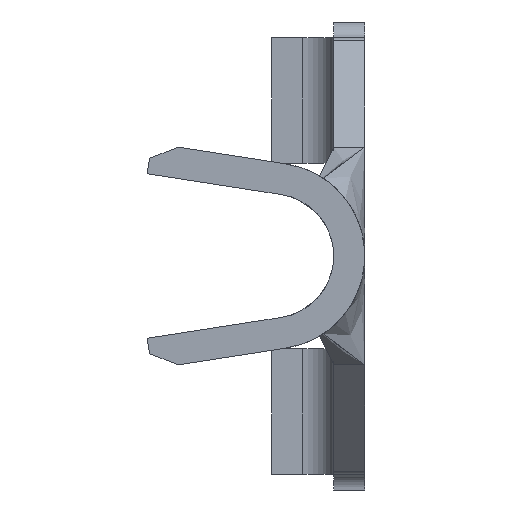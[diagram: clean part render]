
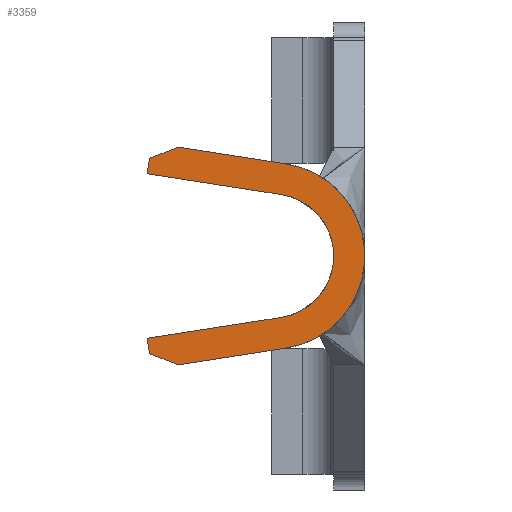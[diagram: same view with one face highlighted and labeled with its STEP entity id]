
A CAD part, left-side view. The second image highlights one B-rep face of the part: STEP entity #3359.
In plain terms, the highlighted planar face has unit normal (-1, 0, 0).
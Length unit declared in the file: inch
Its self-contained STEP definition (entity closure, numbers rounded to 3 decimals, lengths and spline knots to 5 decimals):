
#12 = VERTEX_POINT ( 'NONE', #2638 ) ;
#34 = VECTOR ( 'NONE', #3605, 39.37008 ) ;
#46 = ORIENTED_EDGE ( 'NONE', *, *, #2581, .F. ) ;
#77 = VERTEX_POINT ( 'NONE', #1153 ) ;
#126 = FACE_OUTER_BOUND ( 'NONE', #2692, .T. ) ;
#127 = ORIENTED_EDGE ( 'NONE', *, *, #3176, .F. ) ;
#130 = EDGE_CURVE ( 'NONE', #2646, #1939, #2418, .T. ) ;
#200 = VECTOR ( 'NONE', #892, 39.37008 ) ;
#230 = ORIENTED_EDGE ( 'NONE', *, *, #3057, .F. ) ;
#236 = DIRECTION ( 'NONE',  ( 0., -0.153, 0.988 ) ) ;
#287 = VECTOR ( 'NONE', #3986, 39.37008 ) ;
#319 = CARTESIAN_POINT ( 'NONE',  ( -0.327, 0.0508, 0.05929 ) ) ;
#365 = CARTESIAN_POINT ( 'NONE',  ( -0.327, 0.0508, -0.05929 ) ) ;
#394 = VERTEX_POINT ( 'NONE', #1026 ) ;
#528 = CARTESIAN_POINT ( 'NONE',  ( -0.327, 0.05387, 0.03953 ) ) ;
#534 = DIRECTION ( 'NONE',  ( 0., -0.988, 0.153 ) ) ;
#645 = VERTEX_POINT ( 'NONE', #3041 ) ;
#649 = CARTESIAN_POINT ( 'NONE',  ( -0.327, 0.11982, 0.07 ) ) ;
#755 = DIRECTION ( 'NONE',  ( -1., 0., 0. ) ) ;
#855 = LINE ( 'NONE', #2082, #3013 ) ;
#871 = DIRECTION ( 'NONE',  ( 0., 0., -1. ) ) ;
#892 = DIRECTION ( 'NONE',  ( 0., -0.932, 0.361 ) ) ;
#948 = EDGE_CURVE ( 'NONE', #645, #77, #2740, .T. ) ;
#1000 = AXIS2_PLACEMENT_3D ( 'NONE', #3516, #755, #1984 ) ;
#1026 = CARTESIAN_POINT ( 'NONE',  ( -0.327, 0.14, -0.05289 ) ) ;
#1036 = EDGE_CURVE ( 'NONE', #77, #3354, #3296, .T. ) ;
#1065 = DIRECTION ( 'NONE',  ( 0., 0., -1. ) ) ;
#1152 = LINE ( 'NONE', #2379, #34 ) ;
#1153 = CARTESIAN_POINT ( 'NONE',  ( -0.327, 0.05387, 0.03953 ) ) ;
#1236 = VERTEX_POINT ( 'NONE', #365 ) ;
#1362 = PLANE ( 'NONE',  #3589 ) ;
#1375 = EDGE_CURVE ( 'NONE', #3354, #2646, #1725, .T. ) ;
#1404 = VERTEX_POINT ( 'NONE', #3328 ) ;
#1481 = EDGE_CURVE ( 'NONE', #12, #394, #1541, .T. ) ;
#1541 = LINE ( 'NONE', #2765, #287 ) ;
#1561 = DIRECTION ( 'NONE',  ( 0., -0.988, -0.153 ) ) ;
#1590 = CIRCLE ( 'NONE', #3827, 0.06 ) ;
#1725 = LINE ( 'NONE', #2952, #3446 ) ;
#1766 = DIRECTION ( 'NONE',  ( 0., 0.988, 0.153 ) ) ;
#1913 = VECTOR ( 'NONE', #534, 39.37008 ) ;
#1939 = VERTEX_POINT ( 'NONE', #649 ) ;
#1984 = DIRECTION ( 'NONE',  ( 0., 0., -1. ) ) ;
#2073 = LINE ( 'NONE', #3301, #1913 ) ;
#2074 = ORIENTED_EDGE ( 'NONE', *, *, #1481, .F. ) ;
#2082 = CARTESIAN_POINT ( 'NONE',  ( -0.327, 0.13847, -0.06277 ) ) ;
#2127 = CARTESIAN_POINT ( 'NONE',  ( -0.327, 0.0508, 0.05929 ) ) ;
#2191 = EDGE_CURVE ( 'NONE', #3108, #1236, #1590, .T. ) ;
#2277 = ORIENTED_EDGE ( 'NONE', *, *, #2191, .F. ) ;
#2297 = ORIENTED_EDGE ( 'NONE', *, *, #130, .F. ) ;
#2316 = ORIENTED_EDGE ( 'NONE', *, *, #1375, .F. ) ;
#2379 = CARTESIAN_POINT ( 'NONE',  ( -0.327, 0.0508, -0.05929 ) ) ;
#2402 = CARTESIAN_POINT ( 'NONE',  ( -0.327, 0.06, 0. ) ) ;
#2418 = LINE ( 'NONE', #3645, #200 ) ;
#2581 = EDGE_CURVE ( 'NONE', #1236, #1404, #1152, .T. ) ;
#2590 = CARTESIAN_POINT ( 'NONE',  ( -0.327, 0.06, 0. ) ) ;
#2638 = CARTESIAN_POINT ( 'NONE',  ( -0.327, 0.13847, -0.06277 ) ) ;
#2646 = VERTEX_POINT ( 'NONE', #3584 ) ;
#2676 = ORIENTED_EDGE ( 'NONE', *, *, #2680, .F. ) ;
#2680 = EDGE_CURVE ( 'NONE', #394, #645, #2073, .T. ) ;
#2692 = EDGE_LOOP ( 'NONE', ( #2277, #127, #2297, #2316, #3858, #3282, #2676, #2074, #230, #46 ) ) ;
#2740 = CIRCLE ( 'NONE', #1000, 0.04 ) ;
#2765 = CARTESIAN_POINT ( 'NONE',  ( -0.327, 0.14, -0.05289 ) ) ;
#2899 = CARTESIAN_POINT ( 'NONE',  ( -0.327, 0.14, 0.05289 ) ) ;
#2952 = CARTESIAN_POINT ( 'NONE',  ( -0.327, 0.14, 0.05289 ) ) ;
#3013 = VECTOR ( 'NONE', #3311, 39.37008 ) ;
#3041 = CARTESIAN_POINT ( 'NONE',  ( -0.327, 0.05387, -0.03953 ) ) ;
#3057 = EDGE_CURVE ( 'NONE', #1404, #12, #855, .T. ) ;
#3063 = VECTOR ( 'NONE', #1766, 39.37008 ) ;
#3093 = LINE ( 'NONE', #319, #3653 ) ;
#3108 = VERTEX_POINT ( 'NONE', #2127 ) ;
#3176 = EDGE_CURVE ( 'NONE', #1939, #3108, #3093, .T. ) ;
#3282 = ORIENTED_EDGE ( 'NONE', *, *, #948, .F. ) ;
#3296 = LINE ( 'NONE', #528, #3063 ) ;
#3301 = CARTESIAN_POINT ( 'NONE',  ( -0.327, 0.05387, -0.03953 ) ) ;
#3311 = DIRECTION ( 'NONE',  ( 0., 0.932, 0.361 ) ) ;
#3328 = CARTESIAN_POINT ( 'NONE',  ( -0.327, 0.11982, -0.07 ) ) ;
#3354 = VERTEX_POINT ( 'NONE', #2899 ) ;
#3359 = ADVANCED_FACE ( 'NONE', ( #126 ), #1362, .F. ) ;
#3446 = VECTOR ( 'NONE', #236, 39.37008 ) ;
#3516 = CARTESIAN_POINT ( 'NONE',  ( -0.327, 0.06, 0. ) ) ;
#3584 = CARTESIAN_POINT ( 'NONE',  ( -0.327, 0.13847, 0.06277 ) ) ;
#3589 = AXIS2_PLACEMENT_3D ( 'NONE', #2590, #3815, #1065 ) ;
#3605 = DIRECTION ( 'NONE',  ( 0., 0.988, -0.153 ) ) ;
#3626 = DIRECTION ( 'NONE',  ( 1., 0., 0. ) ) ;
#3645 = CARTESIAN_POINT ( 'NONE',  ( -0.327, 0.13847, 0.06277 ) ) ;
#3653 = VECTOR ( 'NONE', #1561, 39.37008 ) ;
#3815 = DIRECTION ( 'NONE',  ( 1., 0., 0. ) ) ;
#3827 = AXIS2_PLACEMENT_3D ( 'NONE', #2402, #3626, #871 ) ;
#3858 = ORIENTED_EDGE ( 'NONE', *, *, #1036, .F. ) ;
#3986 = DIRECTION ( 'NONE',  ( 0., 0.153, 0.988 ) ) ;
